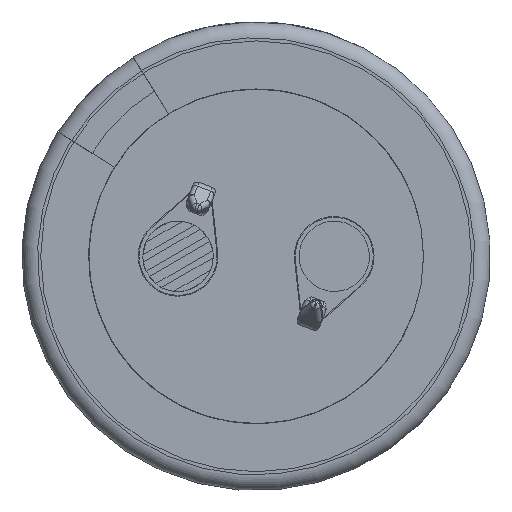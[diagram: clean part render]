
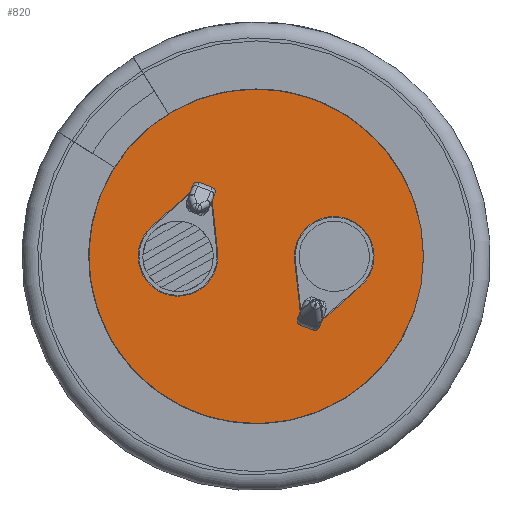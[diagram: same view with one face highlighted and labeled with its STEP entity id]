
A CAD part, front view. The second image highlights one B-rep face of the part: STEP entity #820.
In plain terms, the highlighted planar face has unit normal (0, -1, 0).
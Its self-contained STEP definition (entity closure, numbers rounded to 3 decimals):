
#820 = ADVANCED_FACE( '', ( #2141, #2142, #2143 ), #2144, .T. );
#2141 = FACE_OUTER_BOUND( '', #4426, .T. );
#2142 = FACE_BOUND( '', #4427, .T. );
#2143 = FACE_BOUND( '', #4428, .T. );
#2144 = PLANE( '', #4429 );
#4426 = EDGE_LOOP( '', ( #8491 ) );
#4427 = EDGE_LOOP( '', ( #8492, #8493, #8494, #8495 ) );
#4428 = EDGE_LOOP( '', ( #8496, #8497, #8498, #8499 ) );
#4429 = AXIS2_PLACEMENT_3D( '', #8500, #8501, #8502 );
#8491 = ORIENTED_EDGE( '', *, *, #13182, .T. );
#8492 = ORIENTED_EDGE( '', *, *, #13183, .F. );
#8493 = ORIENTED_EDGE( '', *, *, #13184, .F. );
#8494 = ORIENTED_EDGE( '', *, *, #13185, .F. );
#8495 = ORIENTED_EDGE( '', *, *, #13134, .F. );
#8496 = ORIENTED_EDGE( '', *, *, #13186, .T. );
#8497 = ORIENTED_EDGE( '', *, *, #13187, .T. );
#8498 = ORIENTED_EDGE( '', *, *, #13188, .T. );
#8499 = ORIENTED_EDGE( '', *, *, #13189, .T. );
#8500 = CARTESIAN_POINT( '', ( 0., 0., 0. ) );
#8501 = DIRECTION( '', ( 0., -1., 0. ) );
#8502 = DIRECTION( '', ( 1., 0., 0. ) );
#13134 = EDGE_CURVE( '', #15510, #15511, #15512, .T. );
#13182 = EDGE_CURVE( '', #15592, #15592, #15593, .T. );
#13183 = EDGE_CURVE( '', #15594, #15510, #15595, .T. );
#13184 = EDGE_CURVE( '', #15596, #15594, #15597, .T. );
#13185 = EDGE_CURVE( '', #15511, #15596, #15598, .T. );
#13186 = EDGE_CURVE( '', #15599, #15600, #15601, .T. );
#13187 = EDGE_CURVE( '', #15600, #15602, #15603, .T. );
#13188 = EDGE_CURVE( '', #15602, #15604, #15605, .T. );
#13189 = EDGE_CURVE( '', #15604, #15599, #15606, .T. );
#15510 = VERTEX_POINT( '', #19364 );
#15511 = VERTEX_POINT( '', #19365 );
#15512 = CIRCLE( '', #19366, 2.55 );
#15592 = VERTEX_POINT( '', #19528 );
#15593 = CIRCLE( '', #19529, 12.429 );
#15594 = VERTEX_POINT( '', #19530 );
#15595 = LINE( '', #19531, #19532 );
#15596 = VERTEX_POINT( '', #19533 );
#15597 = LINE( '', #19534, #19535 );
#15598 = LINE( '', #19536, #19537 );
#15599 = VERTEX_POINT( '', #19538 );
#15600 = VERTEX_POINT( '', #19539 );
#15601 = LINE( '', #19540, #19541 );
#15602 = VERTEX_POINT( '', #19542 );
#15603 = LINE( '', #19543, #19544 );
#15604 = VERTEX_POINT( '', #19545 );
#15605 = LINE( '', #19546, #19547 );
#15606 = CIRCLE( '', #19548, 2.55 );
#19364 = CARTESIAN_POINT( '', ( -6.694, 0., 1.906 ) );
#19365 = CARTESIAN_POINT( '', ( -2.465, 0., 0.274 ) );
#19366 = AXIS2_PLACEMENT_3D( '', #24621, #24622, #24623 );
#19528 = CARTESIAN_POINT( '', ( 12.429, 0., 0. ) );
#19529 = AXIS2_PLACEMENT_3D( '', #24650, #24651, #24652 );
#19530 = CARTESIAN_POINT( '', ( -4.27, 0., 4.059 ) );
#19531 = CARTESIAN_POINT( '', ( -4.27, 0., 4.059 ) );
#19532 = VECTOR( '', #24653, 1000. );
#19533 = CARTESIAN_POINT( '', ( -2.814, 0., 3.497 ) );
#19534 = CARTESIAN_POINT( '', ( -2.814, 0., 3.497 ) );
#19535 = VECTOR( '', #24654, 1000. );
#19536 = CARTESIAN_POINT( '', ( -2.465, 0., 0.274 ) );
#19537 = VECTOR( '', #24655, 1000. );
#19538 = CARTESIAN_POINT( '', ( 6.694, 0., -1.906 ) );
#19539 = CARTESIAN_POINT( '', ( 4.27, 0., -4.059 ) );
#19540 = CARTESIAN_POINT( '', ( 6.694, 0., -1.906 ) );
#19541 = VECTOR( '', #24656, 1000. );
#19542 = CARTESIAN_POINT( '', ( 2.814, 0., -3.497 ) );
#19543 = CARTESIAN_POINT( '', ( 4.27, 0., -4.059 ) );
#19544 = VECTOR( '', #24657, 1000. );
#19545 = CARTESIAN_POINT( '', ( 2.465, 0., -0.274 ) );
#19546 = CARTESIAN_POINT( '', ( 2.814, 0., -3.497 ) );
#19547 = VECTOR( '', #24658, 1000. );
#19548 = AXIS2_PLACEMENT_3D( '', #24659, #24660, #24661 );
#24621 = CARTESIAN_POINT( '', ( -5., 0., 0. ) );
#24622 = DIRECTION( '', ( 0., -1., 0. ) );
#24623 = DIRECTION( '', ( 0., 0., 1. ) );
#24650 = CARTESIAN_POINT( '', ( 0., 0., 0. ) );
#24651 = DIRECTION( '', ( 0., -1., 0. ) );
#24652 = DIRECTION( '', ( 1., 0., 0. ) );
#24653 = DIRECTION( '', ( -0.748, 0., -0.664 ) );
#24654 = DIRECTION( '', ( -0.933, 0., 0.36 ) );
#24655 = DIRECTION( '', ( -0.108, 0., 0.994 ) );
#24656 = DIRECTION( '', ( -0.748, 0., -0.664 ) );
#24657 = DIRECTION( '', ( -0.933, 0., 0.36 ) );
#24658 = DIRECTION( '', ( -0.108, 0., 0.994 ) );
#24659 = CARTESIAN_POINT( '', ( 5., 0., 0. ) );
#24660 = DIRECTION( '', ( 0., 1., 0. ) );
#24661 = DIRECTION( '', ( 0., 0., -1. ) );
